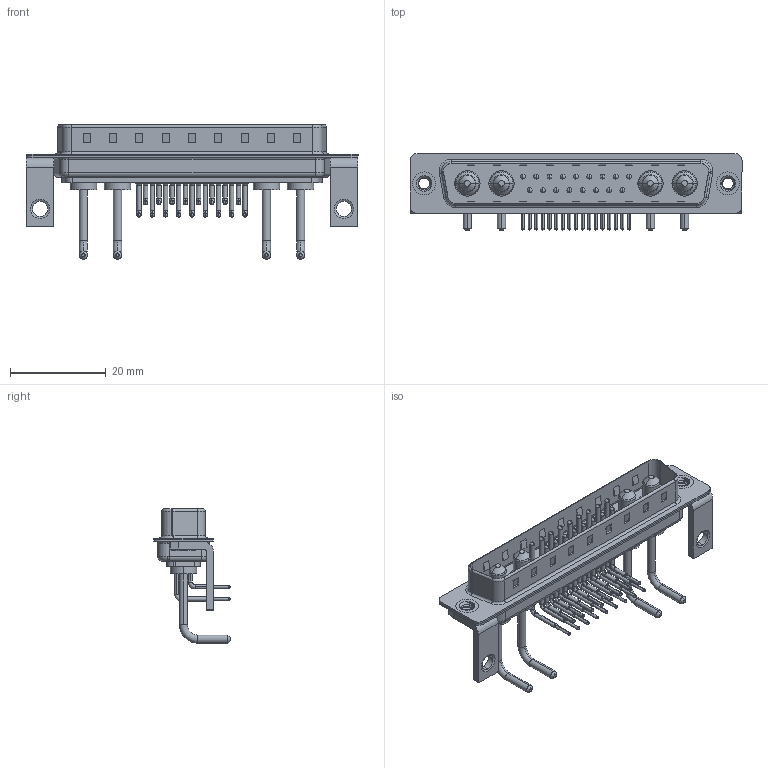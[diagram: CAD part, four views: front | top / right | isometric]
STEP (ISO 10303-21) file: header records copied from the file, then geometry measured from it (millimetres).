
FILE_DESCRIPTION (( 'STEP AP203' ), '1' );
FILE_NAME ('629-21W4650-1N4.STEP', '2022-05-17T08:16:48', ( '' ), ( '' ), 'SwSTEP 2.0', 'SolidWorks 2020', '' );
FILE_SCHEMA (( 'CONFIG_CONTROL_DESIGN' ));
Length unit declared in the file: millimetre
Products named in the file (9): Power Pin_Ext 10A RA; 629Combo Contact Row 1; 629Combo Shell Front_37 Contacts; 629Combo Housing_21W4; 629Combo Threaded Rivet_3; 629Combo Contact Row 2; 629Combo Shell Rear_37 Contacts; 629-21W4650-1N4; 629Combo Stabilizer Bracket
Assembly tree (28 placements, depth 2):
  629-21W4650-1N4
    629Combo Housing_21W4
    629Combo Shell Rear_37 Contacts
    629Combo Shell Front_37 Contacts
    629Combo Threaded Rivet_3  x2
    629Combo Stabilizer Bracket  x2
    Power Pin_Ext 10A RA  x4
    629Combo Contact Row 1  x9
    629Combo Contact Row 2  x8
Bounding box: 69.4 x 16.05 x 28.08 mm (x, y, z)
Volume: 4555.4 mm3; surface area: 10643.7 mm2
Topology: 32 solids, 32 shells, 2494 faces, 6819 edges, 4412 vertices
Faces by surface type: plane 1351, cylinder 855, bspline 112, cone 110, torus 66
Entity records: 27493 total; most frequent: CARTESIAN_POINT 5871, DIRECTION 4373, ORIENTED_EDGE 4078, EDGE_CURVE 2039, AXIS2_PLACEMENT_3D 1567, VERTEX_POINT 1315, LINE 1239, VECTOR 1239
